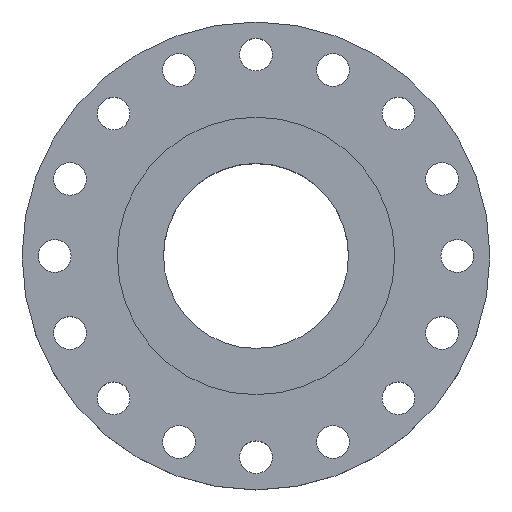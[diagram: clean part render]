
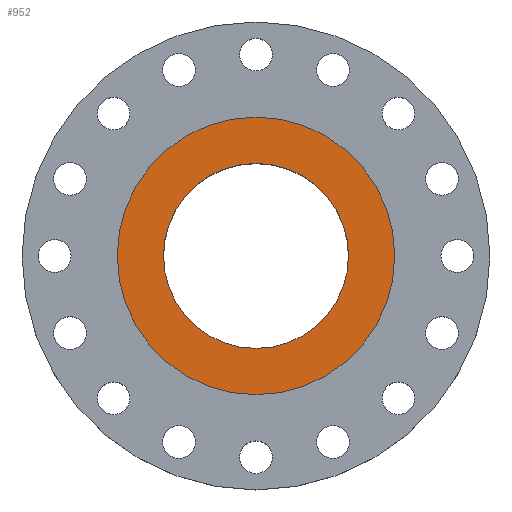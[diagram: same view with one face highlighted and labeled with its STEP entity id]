
A CAD part, top view. The second image highlights one B-rep face of the part: STEP entity #952.
In plain terms, the highlighted planar face has unit normal (0, 0, 1).
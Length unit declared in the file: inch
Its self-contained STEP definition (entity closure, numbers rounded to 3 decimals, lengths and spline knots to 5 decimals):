
#92 = EDGE_CURVE ( 'NONE', #1172, #1733, #1323, .T. ) ;
#173 = CARTESIAN_POINT ( 'NONE',  ( 4.25, 0., 0. ) ) ;
#183 = AXIS2_PLACEMENT_3D ( 'NONE', #1053, #214, #1484 ) ;
#214 = DIRECTION ( 'NONE',  ( 0., 0., -1. ) ) ;
#215 = AXIS2_PLACEMENT_3D ( 'NONE', #1399, #1782, #1646 ) ;
#241 = AXIS2_PLACEMENT_3D ( 'NONE', #1668, #422, #991 ) ;
#276 = CARTESIAN_POINT ( 'NONE',  ( -6.375, 0., 0. ) ) ;
#350 = VERTEX_POINT ( 'NONE', #173 ) ;
#353 = CARTESIAN_POINT ( 'NONE',  ( -4.25, 0., 0. ) ) ;
#402 = DIRECTION ( 'NONE',  ( 0., 0., 1. ) ) ;
#417 = ORIENTED_EDGE ( 'NONE', *, *, #1187, .F. ) ;
#422 = DIRECTION ( 'NONE',  ( 0., 0., 1. ) ) ;
#491 = EDGE_LOOP ( 'NONE', ( #1521, #417 ) ) ;
#494 = DIRECTION ( 'NONE',  ( 0., 0., 1. ) ) ;
#509 = FACE_OUTER_BOUND ( 'NONE', #979, .T. ) ;
#545 = VERTEX_POINT ( 'NONE', #353 ) ;
#671 = PLANE ( 'NONE',  #183 ) ;
#849 = ORIENTED_EDGE ( 'NONE', *, *, #1329, .T. ) ;
#952 = ADVANCED_FACE ( 'NONE', ( #1218, #509 ), #671, .F. ) ;
#960 = CARTESIAN_POINT ( 'NONE',  ( 0., 0., 0. ) ) ;
#976 = DIRECTION ( 'NONE',  ( 1., 0., 0. ) ) ;
#979 = EDGE_LOOP ( 'NONE', ( #1599, #849 ) ) ;
#991 = DIRECTION ( 'NONE',  ( 1., 0., 0. ) ) ;
#997 = CARTESIAN_POINT ( 'NONE',  ( 0., 0., 0. ) ) ;
#1043 = AXIS2_PLACEMENT_3D ( 'NONE', #997, #402, #976 ) ;
#1053 = CARTESIAN_POINT ( 'NONE',  ( 0., 4.25, 0. ) ) ;
#1126 = CARTESIAN_POINT ( 'NONE',  ( 6.375, 0., 0. ) ) ;
#1172 = VERTEX_POINT ( 'NONE', #1126 ) ;
#1187 = EDGE_CURVE ( 'NONE', #545, #350, #1321, .T. ) ;
#1209 = EDGE_CURVE ( 'NONE', #350, #545, #1293, .T. ) ;
#1218 = FACE_BOUND ( 'NONE', #491, .T. ) ;
#1293 = CIRCLE ( 'NONE', #241, 4.25 ) ;
#1321 = CIRCLE ( 'NONE', #1043, 4.25 ) ;
#1323 = CIRCLE ( 'NONE', #215, 6.375 ) ;
#1329 = EDGE_CURVE ( 'NONE', #1733, #1172, #1743, .T. ) ;
#1399 = CARTESIAN_POINT ( 'NONE',  ( 0., 0., 0. ) ) ;
#1484 = DIRECTION ( 'NONE',  ( -1., 0., 0. ) ) ;
#1521 = ORIENTED_EDGE ( 'NONE', *, *, #1209, .F. ) ;
#1599 = ORIENTED_EDGE ( 'NONE', *, *, #92, .T. ) ;
#1606 = DIRECTION ( 'NONE',  ( 1., 0., 0. ) ) ;
#1646 = DIRECTION ( 'NONE',  ( 1., 0., 0. ) ) ;
#1668 = CARTESIAN_POINT ( 'NONE',  ( 0., 0., 0. ) ) ;
#1686 = AXIS2_PLACEMENT_3D ( 'NONE', #960, #494, #1606 ) ;
#1733 = VERTEX_POINT ( 'NONE', #276 ) ;
#1743 = CIRCLE ( 'NONE', #1686, 6.375 ) ;
#1782 = DIRECTION ( 'NONE',  ( 0., 0., 1. ) ) ;
